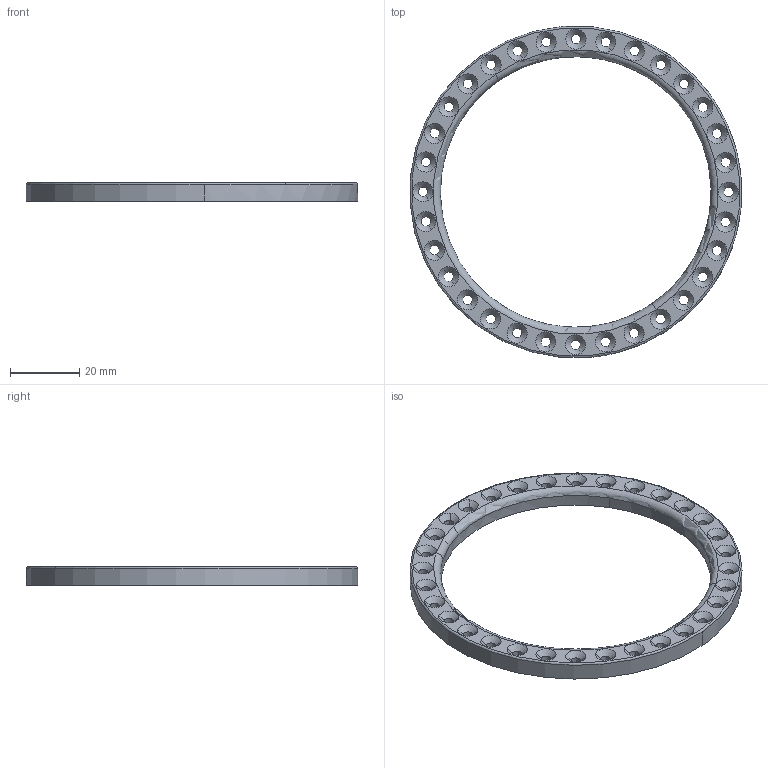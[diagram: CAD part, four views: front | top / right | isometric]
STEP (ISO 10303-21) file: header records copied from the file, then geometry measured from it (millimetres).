
FILE_DESCRIPTION(('CoCreate Modeling STEP Export'),'2;1');
FILE_NAME('window-clamp_ver_A.stp','2012-05-28T22:31:28',(''),(''),'CoCreate Modeling STEP processor for AP214 (Solid Model)','CoCreate Modeling 16.00A 16-Aug-2008 (C) Parametric Technology GmbH','');
FILE_SCHEMA(('AUTOMOTIVE_DESIGN { 1 0 10303 214 1 1 1 1 }'));
Length unit declared in the file: millimetre
Products named in the file (2): window_clamp
Assembly tree (1 placements, depth 2):
  window_clamp
    window_clamp
Bounding box: 95.45 x 95.32 x 5.35 mm (x, y, z)
Volume: 11152.3 mm3; surface area: 8392.8 mm2
Topology: 1 solids, 1 shells, 138 faces, 366 edges, 230 vertices
Faces by surface type: cylinder 68, cone 64, torus 4, plane 2
Entity records: 3565 total; most frequent: ORIENTED_EDGE 732, CARTESIAN_POINT 540, DIRECTION 488, EDGE_CURVE 366, VERTEX_POINT 230, EDGE_LOOP 204, AXIS2_PLACEMENT_3D 178, FACE_OUTER_BOUND 138
